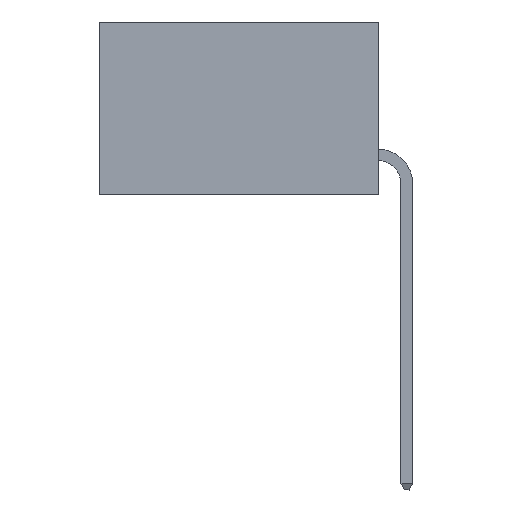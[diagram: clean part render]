
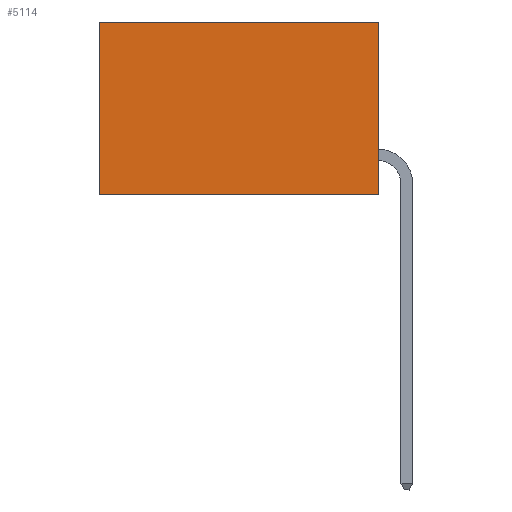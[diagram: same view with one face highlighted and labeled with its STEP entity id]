
A CAD part, left-side view. The second image highlights one B-rep face of the part: STEP entity #5114.
In plain terms, the highlighted planar face has unit normal (-1, 0, 0).
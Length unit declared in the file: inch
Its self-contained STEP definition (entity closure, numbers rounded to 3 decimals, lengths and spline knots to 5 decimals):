
#2 = FACE_OUTER_BOUND ( 'NONE', #11726, .T. ) ;
#54 = VECTOR ( 'NONE', #7188, 39.37008 ) ;
#132 = CARTESIAN_POINT ( 'NONE',  ( 0.2615, 0., -0.37 ) ) ;
#283 = CARTESIAN_POINT ( 'NONE',  ( 0.2615, 0., -0.37 ) ) ;
#622 = VECTOR ( 'NONE', #11200, 39.37008 ) ;
#890 = AXIS2_PLACEMENT_3D ( 'NONE', #283, #8955, #1248 ) ;
#1078 = LINE ( 'NONE', #9860, #6545 ) ;
#1081 = CARTESIAN_POINT ( 'NONE',  ( 0.2615, 0., -0.37 ) ) ;
#1176 = ORIENTED_EDGE ( 'NONE', *, *, #1203, .F. ) ;
#1203 = EDGE_CURVE ( 'NONE', #14031, #6208, #12291, .T. ) ;
#1248 = DIRECTION ( 'NONE',  ( 0., 0., -1. ) ) ;
#1960 = DIRECTION ( 'NONE',  ( 0., 0., -1. ) ) ;
#2162 = CARTESIAN_POINT ( 'NONE',  ( 0.2615, 0., 0. ) ) ;
#2468 = PLANE ( 'NONE',  #890 ) ;
#3821 = CARTESIAN_POINT ( 'NONE',  ( 0.2615, 0., 0. ) ) ;
#3866 = CARTESIAN_POINT ( 'NONE',  ( 0.2615, 0.6, -0.37 ) ) ;
#4839 = CARTESIAN_POINT ( 'NONE',  ( 0.2615, 0., -0.37 ) ) ;
#5114 = ADVANCED_FACE ( 'NONE', ( #2 ), #2468, .F. ) ;
#6208 = VERTEX_POINT ( 'NONE', #3866 ) ;
#6545 = VECTOR ( 'NONE', #1960, 39.37008 ) ;
#7188 = DIRECTION ( 'NONE',  ( 0., 1., 0. ) ) ;
#8131 = VECTOR ( 'NONE', #9265, 39.37008 ) ;
#8642 = EDGE_CURVE ( 'NONE', #11471, #12735, #9360, .T. ) ;
#8658 = EDGE_CURVE ( 'NONE', #12735, #6208, #1078, .T. ) ;
#8783 = CARTESIAN_POINT ( 'NONE',  ( 0.2615, 0.6, 0. ) ) ;
#8955 = DIRECTION ( 'NONE',  ( 1., 0., 0. ) ) ;
#9265 = DIRECTION ( 'NONE',  ( 0., 0., -1. ) ) ;
#9360 = LINE ( 'NONE', #3821, #54 ) ;
#9860 = CARTESIAN_POINT ( 'NONE',  ( 0.2615, 0.6, -0.37 ) ) ;
#10339 = LINE ( 'NONE', #4839, #8131 ) ;
#10794 = EDGE_CURVE ( 'NONE', #11471, #14031, #10339, .T. ) ;
#11200 = DIRECTION ( 'NONE',  ( 0., 1., 0. ) ) ;
#11471 = VERTEX_POINT ( 'NONE', #2162 ) ;
#11726 = EDGE_LOOP ( 'NONE', ( #14345, #1176, #11838, #14219 ) ) ;
#11838 = ORIENTED_EDGE ( 'NONE', *, *, #10794, .F. ) ;
#12291 = LINE ( 'NONE', #132, #622 ) ;
#12735 = VERTEX_POINT ( 'NONE', #8783 ) ;
#14031 = VERTEX_POINT ( 'NONE', #1081 ) ;
#14219 = ORIENTED_EDGE ( 'NONE', *, *, #8642, .T. ) ;
#14345 = ORIENTED_EDGE ( 'NONE', *, *, #8658, .T. ) ;
